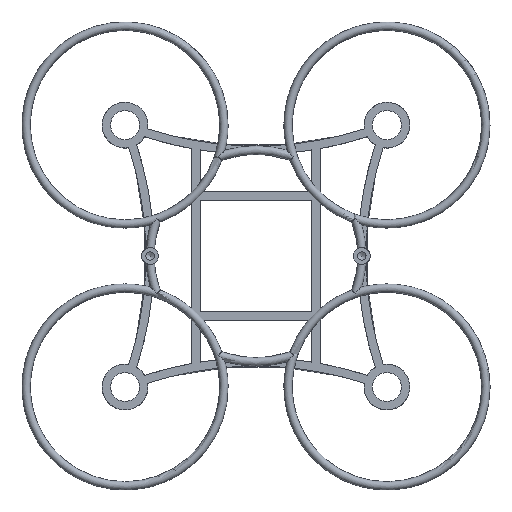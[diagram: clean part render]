
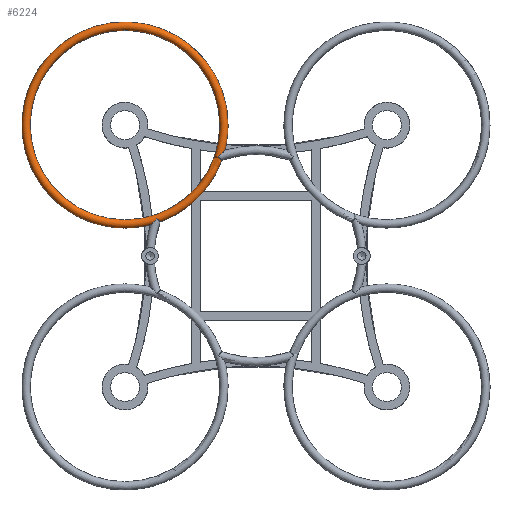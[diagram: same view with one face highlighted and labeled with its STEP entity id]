
A CAD part, top view. The second image highlights one B-rep face of the part: STEP entity #6224.
In plain terms, the highlighted toroidal (fillet/blend) face has major radius 17.75 mm and minor radius 0.75 mm.
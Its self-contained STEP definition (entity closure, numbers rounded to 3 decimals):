
#37=TOROIDAL_SURFACE('',#6738,17.75,0.75);
#296=CIRCLE('',#6722,17.);
#297=CIRCLE('',#6723,17.);
#307=CIRCLE('',#6739,18.5);
#308=CIRCLE('',#6740,0.75);
#309=CIRCLE('',#6741,18.5);
#310=CIRCLE('',#6742,18.5);
#748=B_SPLINE_CURVE_WITH_KNOTS('',3,(#13565,#13566,#13567,#13568,#13569,
#13570,#13571,#13572,#13573,#13574,#13575,#13576,#13577,#13578),
 .UNSPECIFIED.,.F.,.F.,(4,2,2,2,2,2,4),(-0.249,-0.248,
-0.229,-0.21,-0.179,-0.151,
-0.124),.UNSPECIFIED.);
#749=B_SPLINE_CURVE_WITH_KNOTS('',3,(#13579,#13580,#13581,#13582,#13583,
#13584,#13585,#13586,#13587,#13588,#13589,#13590,#13591,#13592),
 .UNSPECIFIED.,.F.,.F.,(4,2,2,2,2,2,4),(-0.22,-0.2,
-0.176,-0.138,-0.075,0.,0.001),
 .UNSPECIFIED.);
#758=B_SPLINE_CURVE_WITH_KNOTS('',3,(#13747,#13748,#13749,#13750,#13751,
#13752,#13753,#13754,#13755,#13756,#13757,#13758,#13759,#13760),
 .UNSPECIFIED.,.F.,.F.,(4,2,2,2,2,2,4),(-0.124,-0.097,
-0.069,-0.038,-0.019,0.,0.),
 .UNSPECIFIED.);
#759=B_SPLINE_CURVE_WITH_KNOTS('',3,(#13761,#13762,#13763,#13764,#13765,
#13766,#13767,#13768,#13769,#13770,#13771,#13772,#13773,#13774),
 .UNSPECIFIED.,.F.,.F.,(4,2,2,2,2,2,4),(-0.441,-0.44,
-0.366,-0.302,-0.264,-0.24,
-0.22),.UNSPECIFIED.);
#1149=FACE_OUTER_BOUND('',#1507,.T.);
#1507=EDGE_LOOP('',(#5596,#5597,#5598,#5599,#5600,#5601,#5602,#5603,#5604,
#5605,#5606));
#2861=VERTEX_POINT('',#13512);
#2869=VERTEX_POINT('',#13562);
#2870=VERTEX_POINT('',#13564);
#2878=VERTEX_POINT('',#13658);
#2879=VERTEX_POINT('',#13660);
#2894=VERTEX_POINT('',#13739);
#2895=VERTEX_POINT('',#13740);
#2896=VERTEX_POINT('',#13744);
#2897=VERTEX_POINT('',#13746);
#3790=EDGE_CURVE('',#2870,#2869,#748,.T.);
#3791=EDGE_CURVE('',#2861,#2870,#749,.T.);
#3803=EDGE_CURVE('',#2879,#2878,#296,.T.);
#3804=EDGE_CURVE('',#2878,#2879,#297,.T.);
#3825=EDGE_CURVE('',#2894,#2895,#307,.T.);
#3826=EDGE_CURVE('',#2895,#2879,#308,.T.);
#3827=EDGE_CURVE('',#2895,#2861,#309,.T.);
#3828=EDGE_CURVE('',#2869,#2896,#310,.T.);
#3829=EDGE_CURVE('',#2896,#2897,#758,.T.);
#3830=EDGE_CURVE('',#2897,#2894,#759,.T.);
#5596=ORIENTED_EDGE('',*,*,#3825,.T.);
#5597=ORIENTED_EDGE('',*,*,#3826,.T.);
#5598=ORIENTED_EDGE('',*,*,#3803,.T.);
#5599=ORIENTED_EDGE('',*,*,#3804,.T.);
#5600=ORIENTED_EDGE('',*,*,#3826,.F.);
#5601=ORIENTED_EDGE('',*,*,#3827,.T.);
#5602=ORIENTED_EDGE('',*,*,#3791,.T.);
#5603=ORIENTED_EDGE('',*,*,#3790,.T.);
#5604=ORIENTED_EDGE('',*,*,#3828,.T.);
#5605=ORIENTED_EDGE('',*,*,#3829,.T.);
#5606=ORIENTED_EDGE('',*,*,#3830,.T.);
#6224=ADVANCED_FACE('',(#1149),#37,.T.);
#6722=AXIS2_PLACEMENT_3D('',#13661,#8058,#8059);
#6723=AXIS2_PLACEMENT_3D('',#13662,#8060,#8061);
#6738=AXIS2_PLACEMENT_3D('',#13738,#8097,#8098);
#6739=AXIS2_PLACEMENT_3D('',#13741,#8099,#8100);
#6740=AXIS2_PLACEMENT_3D('',#13742,#8101,#8102);
#6741=AXIS2_PLACEMENT_3D('',#13743,#8103,#8104);
#6742=AXIS2_PLACEMENT_3D('',#13745,#8105,#8106);
#8058=DIRECTION('center_axis',(0.,0.,-1.));
#8059=DIRECTION('ref_axis',(-0.419,0.908,0.));
#8060=DIRECTION('center_axis',(0.,0.,-1.));
#8061=DIRECTION('ref_axis',(-0.419,0.908,0.));
#8097=DIRECTION('center_axis',(0.,0.,-1.));
#8098=DIRECTION('ref_axis',(-1.,0.,0.));
#8099=DIRECTION('center_axis',(0.,0.,1.));
#8100=DIRECTION('ref_axis',(-0.707,0.707,0.));
#8101=DIRECTION('center_axis',(0.,-1.,0.));
#8102=DIRECTION('ref_axis',(1.,0.,0.));
#8103=DIRECTION('center_axis',(0.,0.,1.));
#8104=DIRECTION('ref_axis',(-0.707,0.707,0.));
#8105=DIRECTION('center_axis',(0.,0.,1.));
#8106=DIRECTION('ref_axis',(0.707,-0.707,0.));
#13512=CARTESIAN_POINT('',(-18.949,5.569,5.25));
#13562=CARTESIAN_POINT('',(-17.198,6.106,5.25));
#13564=CARTESIAN_POINT('',(-17.781,6.697,6.));
#13565=CARTESIAN_POINT('Ctrl Pts',(-17.781,6.697,6.));
#13566=CARTESIAN_POINT('Ctrl Pts',(-17.78,6.696,6.));
#13567=CARTESIAN_POINT('Ctrl Pts',(-17.779,6.695,6.));
#13568=CARTESIAN_POINT('Ctrl Pts',(-17.733,6.647,6.));
#13569=CARTESIAN_POINT('Ctrl Pts',(-17.688,6.601,5.993));
#13570=CARTESIAN_POINT('Ctrl Pts',(-17.601,6.512,5.965));
#13571=CARTESIAN_POINT('Ctrl Pts',(-17.558,6.468,5.945));
#13572=CARTESIAN_POINT('Ctrl Pts',(-17.452,6.36,5.875));
#13573=CARTESIAN_POINT('Ctrl Pts',(-17.392,6.3,5.815));
#13574=CARTESIAN_POINT('Ctrl Pts',(-17.296,6.204,5.674));
#13575=CARTESIAN_POINT('Ctrl Pts',(-17.259,6.167,5.595));
#13576=CARTESIAN_POINT('Ctrl Pts',(-17.21,6.119,5.426));
#13577=CARTESIAN_POINT('Ctrl Pts',(-17.198,6.106,5.339));
#13578=CARTESIAN_POINT('Ctrl Pts',(-17.198,6.106,5.25));
#13579=CARTESIAN_POINT('Ctrl Pts',(-18.949,5.569,5.25));
#13580=CARTESIAN_POINT('Ctrl Pts',(-18.949,5.569,5.3));
#13581=CARTESIAN_POINT('Ctrl Pts',(-18.942,5.575,5.348));
#13582=CARTESIAN_POINT('Ctrl Pts',(-18.912,5.603,5.45));
#13583=CARTESIAN_POINT('Ctrl Pts',(-18.888,5.627,5.501));
#13584=CARTESIAN_POINT('Ctrl Pts',(-18.814,5.698,5.618));
#13585=CARTESIAN_POINT('Ctrl Pts',(-18.757,5.753,5.677));
#13586=CARTESIAN_POINT('Ctrl Pts',(-18.599,5.906,5.806));
#13587=CARTESIAN_POINT('Ctrl Pts',(-18.473,6.027,5.873));
#13588=CARTESIAN_POINT('Ctrl Pts',(-18.152,6.338,5.976));
#13589=CARTESIAN_POINT('Ctrl Pts',(-17.966,6.517,5.999));
#13590=CARTESIAN_POINT('Ctrl Pts',(-17.785,6.692,6.));
#13591=CARTESIAN_POINT('Ctrl Pts',(-17.783,6.695,6.));
#13592=CARTESIAN_POINT('Ctrl Pts',(-17.781,6.697,6.));
#13658=CARTESIAN_POINT('',(-23.5,6.5,5.25));
#13660=CARTESIAN_POINT('',(-6.5,23.5,5.25));
#13661=CARTESIAN_POINT('Origin',(-23.5,23.5,5.25));
#13662=CARTESIAN_POINT('Origin',(-23.5,23.5,5.25));
#13738=CARTESIAN_POINT('Origin',(-23.5,23.5,5.25));
#13739=CARTESIAN_POINT('',(-5.569,18.949,5.25));
#13740=CARTESIAN_POINT('',(-5.,23.5,5.25));
#13741=CARTESIAN_POINT('Origin',(-23.5,23.5,5.25));
#13742=CARTESIAN_POINT('Origin',(-5.75,23.5,5.25));
#13743=CARTESIAN_POINT('Origin',(-23.5,23.5,5.25));
#13744=CARTESIAN_POINT('',(-6.106,17.198,5.25));
#13745=CARTESIAN_POINT('Origin',(-23.5,23.5,5.25));
#13746=CARTESIAN_POINT('',(-6.697,17.781,6.));
#13747=CARTESIAN_POINT('Ctrl Pts',(-6.106,17.198,5.25));
#13748=CARTESIAN_POINT('Ctrl Pts',(-6.106,17.198,5.339));
#13749=CARTESIAN_POINT('Ctrl Pts',(-6.119,17.21,5.426));
#13750=CARTESIAN_POINT('Ctrl Pts',(-6.167,17.259,5.595));
#13751=CARTESIAN_POINT('Ctrl Pts',(-6.204,17.296,5.674));
#13752=CARTESIAN_POINT('Ctrl Pts',(-6.3,17.392,5.815));
#13753=CARTESIAN_POINT('Ctrl Pts',(-6.36,17.452,5.875));
#13754=CARTESIAN_POINT('Ctrl Pts',(-6.468,17.558,5.945));
#13755=CARTESIAN_POINT('Ctrl Pts',(-6.512,17.601,5.965));
#13756=CARTESIAN_POINT('Ctrl Pts',(-6.601,17.688,5.993));
#13757=CARTESIAN_POINT('Ctrl Pts',(-6.647,17.733,6.));
#13758=CARTESIAN_POINT('Ctrl Pts',(-6.695,17.779,6.));
#13759=CARTESIAN_POINT('Ctrl Pts',(-6.696,17.78,6.));
#13760=CARTESIAN_POINT('Ctrl Pts',(-6.697,17.781,6.));
#13761=CARTESIAN_POINT('Ctrl Pts',(-6.697,17.781,6.));
#13762=CARTESIAN_POINT('Ctrl Pts',(-6.695,17.783,6.));
#13763=CARTESIAN_POINT('Ctrl Pts',(-6.692,17.785,6.));
#13764=CARTESIAN_POINT('Ctrl Pts',(-6.517,17.966,5.999));
#13765=CARTESIAN_POINT('Ctrl Pts',(-6.338,18.152,5.976));
#13766=CARTESIAN_POINT('Ctrl Pts',(-6.027,18.473,5.873));
#13767=CARTESIAN_POINT('Ctrl Pts',(-5.906,18.599,5.806));
#13768=CARTESIAN_POINT('Ctrl Pts',(-5.753,18.757,5.677));
#13769=CARTESIAN_POINT('Ctrl Pts',(-5.698,18.814,5.618));
#13770=CARTESIAN_POINT('Ctrl Pts',(-5.627,18.888,5.501));
#13771=CARTESIAN_POINT('Ctrl Pts',(-5.603,18.912,5.45));
#13772=CARTESIAN_POINT('Ctrl Pts',(-5.575,18.942,5.348));
#13773=CARTESIAN_POINT('Ctrl Pts',(-5.569,18.949,5.3));
#13774=CARTESIAN_POINT('Ctrl Pts',(-5.569,18.949,5.25));
